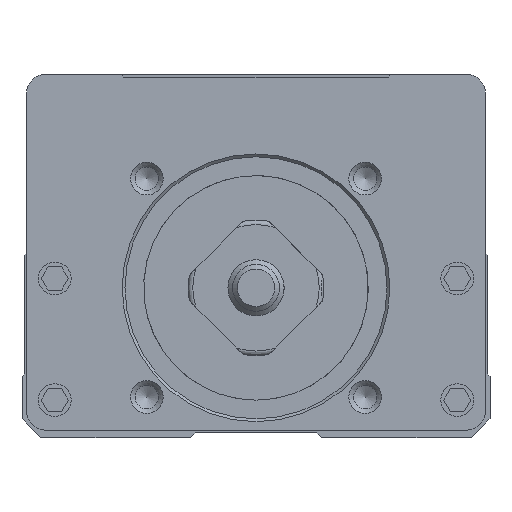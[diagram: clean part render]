
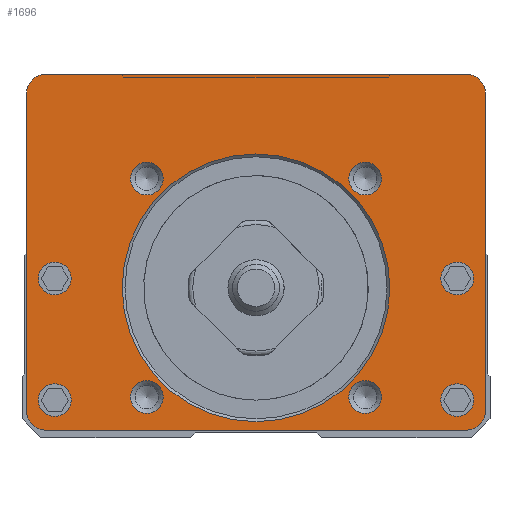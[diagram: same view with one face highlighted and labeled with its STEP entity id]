
A CAD part, front view. The second image highlights one B-rep face of the part: STEP entity #1696.
In plain terms, the highlighted planar face has unit normal (0, -1, 0).
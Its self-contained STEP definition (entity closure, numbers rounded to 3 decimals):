
#697=FACE_BOUND('',#4381,.T.);
#698=FACE_BOUND('',#4382,.T.);
#699=FACE_BOUND('',#4383,.T.);
#700=FACE_BOUND('',#4384,.T.);
#701=FACE_BOUND('',#4385,.T.);
#702=FACE_BOUND('',#4386,.T.);
#703=FACE_BOUND('',#4387,.T.);
#704=FACE_BOUND('',#4388,.T.);
#705=FACE_BOUND('',#4389,.T.);
#706=FACE_BOUND('',#4390,.T.);
#1696=ADVANCED_FACE('',(#697,#698,#699,#700,#701,#702,#703,#704,#705,#706),
#2555,.T.);
#2555=PLANE('',#19581);
#4381=EDGE_LOOP('',(#8600));
#4382=EDGE_LOOP('',(#8601));
#4383=EDGE_LOOP('',(#8602));
#4384=EDGE_LOOP('',(#8603));
#4385=EDGE_LOOP('',(#8604));
#4386=EDGE_LOOP('',(#8605));
#4387=EDGE_LOOP('',(#8606));
#4388=EDGE_LOOP('',(#8607));
#4389=EDGE_LOOP('',(#8608));
#4390=EDGE_LOOP('',(#8609,#8610,#8611,#8612,#8613,#8614,#8615,#8616));
#5285=CIRCLE('',#19544,2.);
#5287=CIRCLE('',#19547,2.);
#5303=CIRCLE('',#19570,14.3);
#5304=CIRCLE('',#19571,1.75);
#5305=CIRCLE('',#19572,1.75);
#5306=CIRCLE('',#19573,1.75);
#5307=CIRCLE('',#19574,1.75);
#5308=CIRCLE('',#19575,1.75);
#5309=CIRCLE('',#19576,1.75);
#5310=CIRCLE('',#19577,1.75);
#5311=CIRCLE('',#19578,1.75);
#5312=CIRCLE('',#19579,2.);
#5313=CIRCLE('',#19580,2.);
#8600=ORIENTED_EDGE('',*,*,#14050,.T.);
#8601=ORIENTED_EDGE('',*,*,#14051,.T.);
#8602=ORIENTED_EDGE('',*,*,#14052,.T.);
#8603=ORIENTED_EDGE('',*,*,#14053,.T.);
#8604=ORIENTED_EDGE('',*,*,#14054,.T.);
#8605=ORIENTED_EDGE('',*,*,#14055,.F.);
#8606=ORIENTED_EDGE('',*,*,#14056,.T.);
#8607=ORIENTED_EDGE('',*,*,#14057,.T.);
#8608=ORIENTED_EDGE('',*,*,#14058,.F.);
#8609=ORIENTED_EDGE('',*,*,#13851,.T.);
#8610=ORIENTED_EDGE('',*,*,#13936,.T.);
#8611=ORIENTED_EDGE('',*,*,#13901,.F.);
#8612=ORIENTED_EDGE('',*,*,#14059,.F.);
#8613=ORIENTED_EDGE('',*,*,#13922,.T.);
#8614=ORIENTED_EDGE('',*,*,#14060,.T.);
#8615=ORIENTED_EDGE('',*,*,#13887,.T.);
#8616=ORIENTED_EDGE('',*,*,#13938,.T.);
#11637=VERTEX_POINT('',#28940);
#11640=VERTEX_POINT('',#28945);
#11674=VERTEX_POINT('',#29022);
#11675=VERTEX_POINT('',#29024);
#11677=VERTEX_POINT('',#29030);
#11686=VERTEX_POINT('',#29049);
#11701=VERTEX_POINT('',#29087);
#11702=VERTEX_POINT('',#29089);
#11808=VERTEX_POINT('',#29449);
#11809=VERTEX_POINT('',#29451);
#11810=VERTEX_POINT('',#29453);
#11811=VERTEX_POINT('',#29455);
#11812=VERTEX_POINT('',#29457);
#11813=VERTEX_POINT('',#29459);
#11814=VERTEX_POINT('',#29461);
#11815=VERTEX_POINT('',#29463);
#11816=VERTEX_POINT('',#29465);
#13851=EDGE_CURVE('',#11637,#11640,#16006,.T.);
#13887=EDGE_CURVE('',#11675,#11674,#16041,.T.);
#13901=EDGE_CURVE('',#11686,#11677,#16054,.T.);
#13922=EDGE_CURVE('',#11702,#11701,#16068,.T.);
#13936=EDGE_CURVE('',#11640,#11677,#5285,.T.);
#13938=EDGE_CURVE('',#11674,#11637,#5287,.T.);
#14050=EDGE_CURVE('',#11808,#11808,#5303,.T.);
#14051=EDGE_CURVE('',#11809,#11809,#5304,.T.);
#14052=EDGE_CURVE('',#11810,#11810,#5305,.T.);
#14053=EDGE_CURVE('',#11811,#11811,#5306,.T.);
#14054=EDGE_CURVE('',#11812,#11812,#5307,.T.);
#14055=EDGE_CURVE('',#11813,#11813,#5308,.T.);
#14056=EDGE_CURVE('',#11814,#11814,#5309,.T.);
#14057=EDGE_CURVE('',#11815,#11815,#5310,.T.);
#14058=EDGE_CURVE('',#11816,#11816,#5311,.T.);
#14059=EDGE_CURVE('',#11702,#11686,#5312,.T.);
#14060=EDGE_CURVE('',#11701,#11675,#5313,.T.);
#16006=LINE('',#28946,#17872);
#16041=LINE('',#29023,#17907);
#16054=LINE('',#29050,#17920);
#16068=LINE('',#29088,#17934);
#17872=VECTOR('',#22965,1.);
#17907=VECTOR('',#23016,1.);
#17920=VECTOR('',#23033,1.);
#17934=VECTOR('',#23065,1.);
#19544=AXIS2_PLACEMENT_3D('',#29111,#23091,#23092);
#19547=AXIS2_PLACEMENT_3D('',#29114,#23097,#23098);
#19570=AXIS2_PLACEMENT_3D('',#29448,#23225,#23226);
#19571=AXIS2_PLACEMENT_3D('',#29450,#23227,#23228);
#19572=AXIS2_PLACEMENT_3D('',#29452,#23229,#23230);
#19573=AXIS2_PLACEMENT_3D('',#29454,#23231,#23232);
#19574=AXIS2_PLACEMENT_3D('',#29456,#23233,#23234);
#19575=AXIS2_PLACEMENT_3D('',#29458,#23235,#23236);
#19576=AXIS2_PLACEMENT_3D('',#29460,#23237,#23238);
#19577=AXIS2_PLACEMENT_3D('',#29462,#23239,#23240);
#19578=AXIS2_PLACEMENT_3D('',#29464,#23241,#23242);
#19579=AXIS2_PLACEMENT_3D('',#29466,#23243,#23244);
#19580=AXIS2_PLACEMENT_3D('',#29467,#23245,#23246);
#19581=AXIS2_PLACEMENT_3D('',#29468,#23247,#23248);
#22965=DIRECTION('',(-1.,0.,0.));
#23016=DIRECTION('',(0.,0.,1.));
#23033=DIRECTION('',(0.,0.,1.));
#23065=DIRECTION('',(1.,0.,0.));
#23091=DIRECTION('',(0.,-1.,0.));
#23092=DIRECTION('',(0.,0.,-1.));
#23097=DIRECTION('',(0.,-1.,0.));
#23098=DIRECTION('',(0.,0.,-1.));
#23225=DIRECTION('',(0.,1.,0.));
#23226=DIRECTION('',(0.,0.,-1.));
#23227=DIRECTION('',(0.,1.,0.));
#23228=DIRECTION('',(0.,0.,-1.));
#23229=DIRECTION('',(0.,1.,0.));
#23230=DIRECTION('',(0.,0.,-1.));
#23231=DIRECTION('',(0.,1.,0.));
#23232=DIRECTION('',(0.,0.,-1.));
#23233=DIRECTION('',(0.,1.,0.));
#23234=DIRECTION('',(0.,0.,-1.));
#23235=DIRECTION('',(0.,-1.,0.));
#23236=DIRECTION('',(-1.,0.,0.));
#23237=DIRECTION('',(0.,1.,0.));
#23238=DIRECTION('',(-1.,0.,0.));
#23239=DIRECTION('',(0.,1.,0.));
#23240=DIRECTION('',(1.,0.,0.));
#23241=DIRECTION('',(0.,-1.,0.));
#23242=DIRECTION('',(1.,0.,0.));
#23243=DIRECTION('',(0.,1.,0.));
#23244=DIRECTION('',(0.,0.,-1.));
#23245=DIRECTION('',(0.,-1.,0.));
#23246=DIRECTION('',(0.,0.,-1.));
#23247=DIRECTION('',(0.,-1.,0.));
#23248=DIRECTION('',(0.,0.,1.));
#28940=CARTESIAN_POINT('',(22.868,-178.78,30.309));
#28945=CARTESIAN_POINT('',(-22.132,-178.78,30.309));
#28946=CARTESIAN_POINT('',(-24.132,-178.78,30.309));
#29022=CARTESIAN_POINT('',(24.868,-178.78,28.309));
#29023=CARTESIAN_POINT('',(24.868,-178.78,-7.691));
#29024=CARTESIAN_POINT('',(24.868,-178.78,-5.691));
#29030=CARTESIAN_POINT('',(-24.132,-178.78,28.309));
#29049=CARTESIAN_POINT('',(-24.132,-178.78,-5.691));
#29050=CARTESIAN_POINT('',(-24.132,-178.78,-7.691));
#29087=CARTESIAN_POINT('',(22.868,-178.78,-7.691));
#29088=CARTESIAN_POINT('',(-24.132,-178.78,-7.691));
#29089=CARTESIAN_POINT('',(-22.132,-178.78,-7.691));
#29111=CARTESIAN_POINT('',(-22.132,-178.78,28.309));
#29114=CARTESIAN_POINT('',(22.868,-178.78,28.309));
#29448=CARTESIAN_POINT('',(0.368,-178.78,7.509));
#29449=CARTESIAN_POINT('',(0.368,-178.78,-6.791));
#29450=CARTESIAN_POINT('',(-11.3,-178.78,-4.158));
#29451=CARTESIAN_POINT('',(-11.3,-178.78,-5.908));
#29452=CARTESIAN_POINT('',(12.035,-178.78,-4.158));
#29453=CARTESIAN_POINT('',(12.035,-178.78,-5.908));
#29454=CARTESIAN_POINT('',(12.035,-178.78,19.176));
#29455=CARTESIAN_POINT('',(12.035,-178.78,17.426));
#29456=CARTESIAN_POINT('',(-11.3,-178.78,19.176));
#29457=CARTESIAN_POINT('',(-11.3,-178.78,17.426));
#29458=CARTESIAN_POINT('',(-21.132,-178.78,8.509));
#29459=CARTESIAN_POINT('',(-22.882,-178.78,8.509));
#29460=CARTESIAN_POINT('',(-21.132,-178.78,-4.491));
#29461=CARTESIAN_POINT('',(-22.882,-178.78,-4.491));
#29462=CARTESIAN_POINT('',(21.868,-178.78,8.509));
#29463=CARTESIAN_POINT('',(23.618,-178.78,8.509));
#29464=CARTESIAN_POINT('',(21.868,-178.78,-4.491));
#29465=CARTESIAN_POINT('',(23.618,-178.78,-4.491));
#29466=CARTESIAN_POINT('',(-22.132,-178.78,-5.691));
#29467=CARTESIAN_POINT('',(22.868,-178.78,-5.691));
#29468=CARTESIAN_POINT('',(-24.132,-178.78,38.509));
